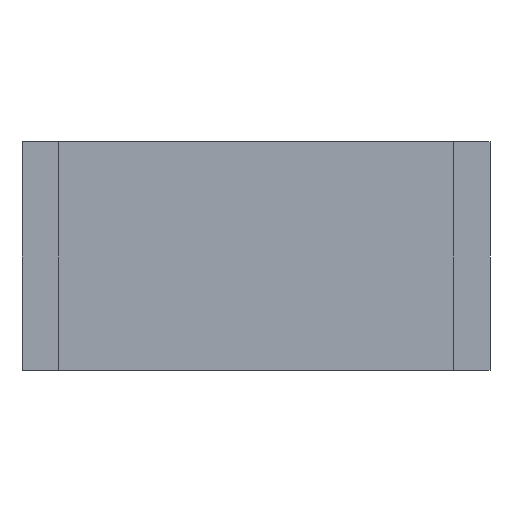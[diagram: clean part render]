
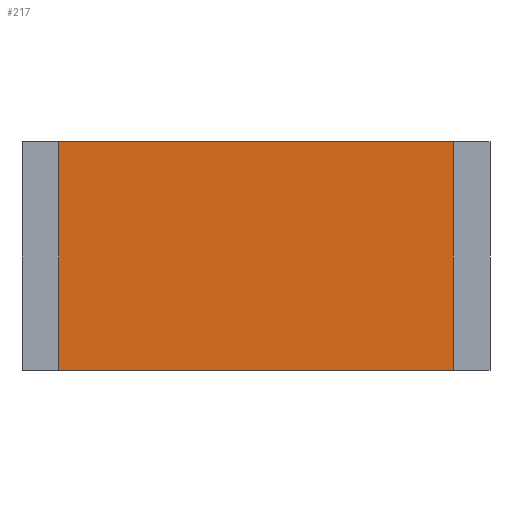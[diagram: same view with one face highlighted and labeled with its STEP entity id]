
A CAD part, front view. The second image highlights one B-rep face of the part: STEP entity #217.
In plain terms, the highlighted planar face has unit normal (0, -1, 0).
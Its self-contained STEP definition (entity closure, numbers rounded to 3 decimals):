
#34 = LINE ( 'NONE', #549, #1120 ) ;
#83 = DIRECTION ( 'NONE',  ( 1., 0., 0. ) ) ;
#90 = VECTOR ( 'NONE', #532, 1000. ) ;
#112 = DIRECTION ( 'NONE',  ( 0., -1., 0. ) ) ;
#119 = FACE_OUTER_BOUND ( 'NONE', #825, .T. ) ;
#121 = ORIENTED_EDGE ( 'NONE', *, *, #958, .T. ) ;
#159 = LINE ( 'NONE', #915, #90 ) ;
#180 = CARTESIAN_POINT ( 'NONE',  ( -3.142, 0.032, -1.55 ) ) ;
#191 = DIRECTION ( 'NONE',  ( 1., 0., 0. ) ) ;
#203 = DIRECTION ( 'NONE',  ( 0., 0., 1. ) ) ;
#217 = ADVANCED_FACE ( 'NONE', ( #119 ), #286, .T. ) ;
#221 = AXIS2_PLACEMENT_3D ( 'NONE', #384, #112, #191 ) ;
#224 = VERTEX_POINT ( 'NONE', #469 ) ;
#286 = PLANE ( 'NONE',  #221 ) ;
#337 = CARTESIAN_POINT ( 'NONE',  ( 3.142, 0.032, -1.55 ) ) ;
#380 = DIRECTION ( 'NONE',  ( 1., 0., 0. ) ) ;
#384 = CARTESIAN_POINT ( 'NONE',  ( -3.142, 0.032, -7.862 ) ) ;
#455 = ORIENTED_EDGE ( 'NONE', *, *, #927, .T. ) ;
#469 = CARTESIAN_POINT ( 'NONE',  ( -3.142, 0.032, 1.55 ) ) ;
#513 = ORIENTED_EDGE ( 'NONE', *, *, #739, .F. ) ;
#523 = VECTOR ( 'NONE', #83, 1000. ) ;
#530 = VERTEX_POINT ( 'NONE', #180 ) ;
#532 = DIRECTION ( 'NONE',  ( 0., 0., 1. ) ) ;
#549 = CARTESIAN_POINT ( 'NONE',  ( -3.142, 0.032, -1.55 ) ) ;
#551 = LINE ( 'NONE', #647, #523 ) ;
#554 = EDGE_CURVE ( 'NONE', #224, #794, #551, .T. ) ;
#634 = CARTESIAN_POINT ( 'NONE',  ( 3.142, 0.032, 1.55 ) ) ;
#647 = CARTESIAN_POINT ( 'NONE',  ( -3.142, 0.032, 1.55 ) ) ;
#674 = VERTEX_POINT ( 'NONE', #337 ) ;
#739 = EDGE_CURVE ( 'NONE', #530, #224, #159, .T. ) ;
#794 = VERTEX_POINT ( 'NONE', #634 ) ;
#825 = EDGE_LOOP ( 'NONE', ( #513, #455, #121, #984 ) ) ;
#874 = VECTOR ( 'NONE', #203, 1000. ) ;
#915 = CARTESIAN_POINT ( 'NONE',  ( -3.142, 0.032, -7.862 ) ) ;
#927 = EDGE_CURVE ( 'NONE', #530, #674, #34, .T. ) ;
#958 = EDGE_CURVE ( 'NONE', #674, #794, #1011, .T. ) ;
#984 = ORIENTED_EDGE ( 'NONE', *, *, #554, .F. ) ;
#1011 = LINE ( 'NONE', #1146, #874 ) ;
#1120 = VECTOR ( 'NONE', #380, 1000. ) ;
#1146 = CARTESIAN_POINT ( 'NONE',  ( 3.142, 0.032, -7.862 ) ) ;
